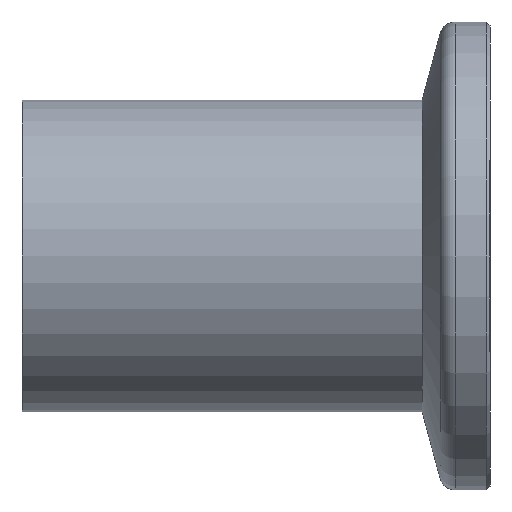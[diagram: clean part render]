
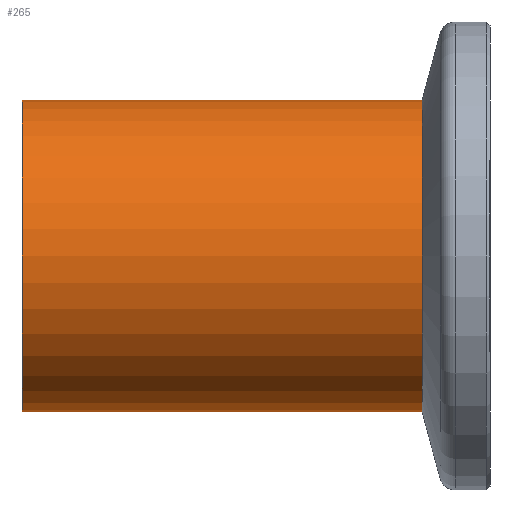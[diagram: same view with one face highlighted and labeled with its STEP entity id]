
A CAD part, left-side view. The second image highlights one B-rep face of the part: STEP entity #265.
In plain terms, the highlighted cylindrical face has radius 10 mm (diameter 20 mm), a partial arc.
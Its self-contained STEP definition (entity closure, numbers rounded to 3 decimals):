
#6 = VERTEX_POINT ( 'NONE', #289 ) ;
#8 = CARTESIAN_POINT ( 'NONE',  ( 0., 4.34, 10. ) ) ;
#16 = EDGE_CURVE ( 'NONE', #42, #331, #290, .T. ) ;
#22 = LINE ( 'NONE', #453, #388 ) ;
#42 = VERTEX_POINT ( 'NONE', #8 ) ;
#74 = DIRECTION ( 'NONE',  ( 0., 1., 0. ) ) ;
#77 = CARTESIAN_POINT ( 'NONE',  ( 0., 43.802, 0. ) ) ;
#81 = AXIS2_PLACEMENT_3D ( 'NONE', #172, #183, #222 ) ;
#85 = DIRECTION ( 'NONE',  ( 0., 0., 1. ) ) ;
#127 = FACE_OUTER_BOUND ( 'NONE', #380, .T. ) ;
#128 = EDGE_CURVE ( 'NONE', #6, #331, #307, .T. ) ;
#129 = DIRECTION ( 'NONE',  ( 0., 1., 0. ) ) ;
#130 = CARTESIAN_POINT ( 'NONE',  ( 0., 30., 0. ) ) ;
#147 = ORIENTED_EDGE ( 'NONE', *, *, #182, .F. ) ;
#153 = CARTESIAN_POINT ( 'NONE',  ( 0., 4.34, -10. ) ) ;
#172 = CARTESIAN_POINT ( 'NONE',  ( 0., 4.34, 0. ) ) ;
#182 = EDGE_CURVE ( 'NONE', #363, #6, #22, .T. ) ;
#183 = DIRECTION ( 'NONE',  ( 0., 1., 0. ) ) ;
#187 = VECTOR ( 'NONE', #315, 1000. ) ;
#222 = DIRECTION ( 'NONE',  ( 0., 0., 1. ) ) ;
#239 = AXIS2_PLACEMENT_3D ( 'NONE', #77, #74, #85 ) ;
#243 = ORIENTED_EDGE ( 'NONE', *, *, #412, .T. ) ;
#247 = CARTESIAN_POINT ( 'NONE',  ( 0., 43.802, 10. ) ) ;
#265 = ADVANCED_FACE ( 'NONE', ( #127 ), #437, .T. ) ;
#289 = CARTESIAN_POINT ( 'NONE',  ( 0., 30., -10. ) ) ;
#290 = LINE ( 'NONE', #247, #187 ) ;
#294 = CIRCLE ( 'NONE', #81, 10. ) ;
#307 = CIRCLE ( 'NONE', #482, 10. ) ;
#315 = DIRECTION ( 'NONE',  ( 0., 1., 0. ) ) ;
#331 = VERTEX_POINT ( 'NONE', #531 ) ;
#361 = DIRECTION ( 'NONE',  ( 0., 0., 1. ) ) ;
#363 = VERTEX_POINT ( 'NONE', #153 ) ;
#380 = EDGE_LOOP ( 'NONE', ( #147, #243, #452, #384 ) ) ;
#384 = ORIENTED_EDGE ( 'NONE', *, *, #128, .F. ) ;
#388 = VECTOR ( 'NONE', #449, 1000. ) ;
#412 = EDGE_CURVE ( 'NONE', #363, #42, #294, .T. ) ;
#437 = CYLINDRICAL_SURFACE ( 'NONE', #239, 10. ) ;
#449 = DIRECTION ( 'NONE',  ( 0., 1., 0. ) ) ;
#452 = ORIENTED_EDGE ( 'NONE', *, *, #16, .T. ) ;
#453 = CARTESIAN_POINT ( 'NONE',  ( 0., 43.802, -10. ) ) ;
#482 = AXIS2_PLACEMENT_3D ( 'NONE', #130, #129, #361 ) ;
#531 = CARTESIAN_POINT ( 'NONE',  ( 0., 30., 10. ) ) ;
